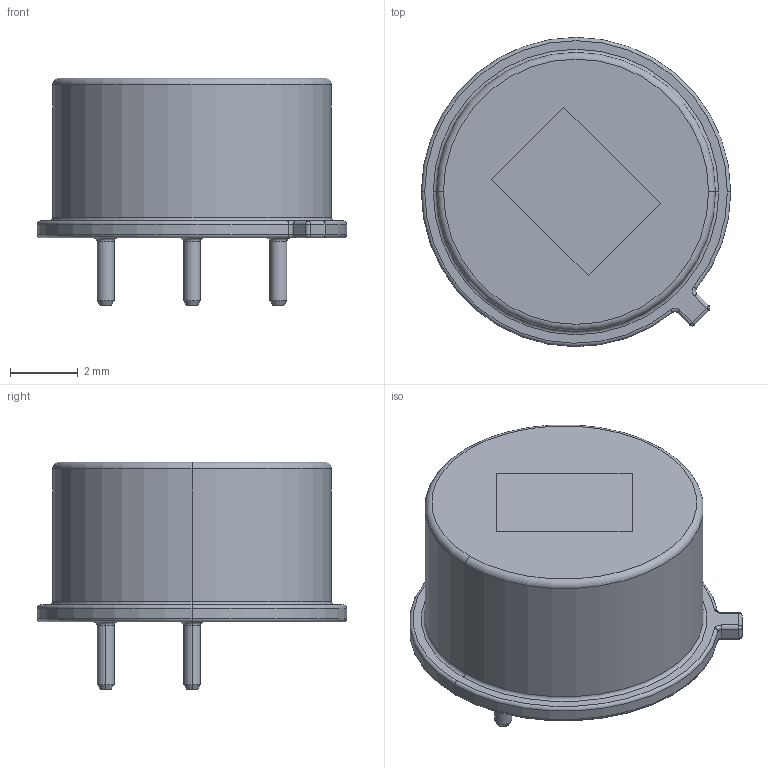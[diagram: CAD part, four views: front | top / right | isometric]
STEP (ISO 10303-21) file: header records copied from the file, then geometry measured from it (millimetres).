
FILE_DESCRIPTION (( 'STEP AP214' ), '1' );
FILE_NAME ('3D4C22FB-178F-46C1-B19D-BE6719D7249D.STEP', '2009-04-28T03:58:58', ( 'SysAdmin' ), ( 'SolidWorks' ), 'SwSTEP 2.0', 'SolidWorks 2009', '' );
FILE_SCHEMA (( 'AUTOMOTIVE_DESIGN' ));
Length unit declared in the file: millimetre
Products named in the file (1): 3D4C22FB-178F-46C1-B19D-BE6719D7249D
Bounding box: 9.1 x 9.1 x 6.7 mm (x, y, z)
Volume: 255.5 mm3; surface area: 306.5 mm2
Topology: 2 solids, 2 shells, 74 faces, 157 edges, 90 vertices
Faces by surface type: cylinder 22, torus 20, plane 20, cone 6, sphere 6
Entity records: 2755 total; most frequent: DIRECTION 395, CARTESIAN_POINT 316, ORIENTED_EDGE 306, AXIS2_PLACEMENT_3D 167, EDGE_CURVE 153, CIRCLE 92, VERTEX_POINT 88, EDGE_LOOP 79
